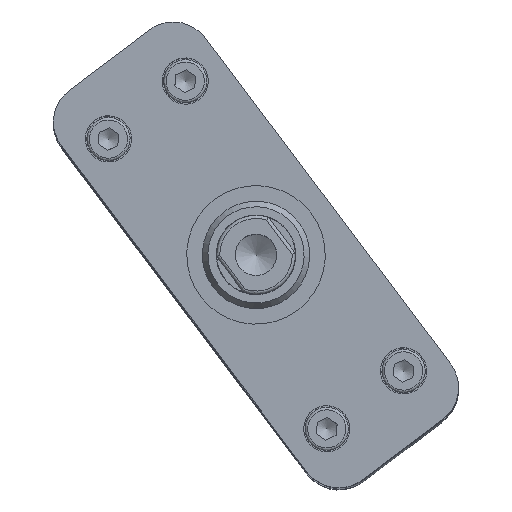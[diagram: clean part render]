
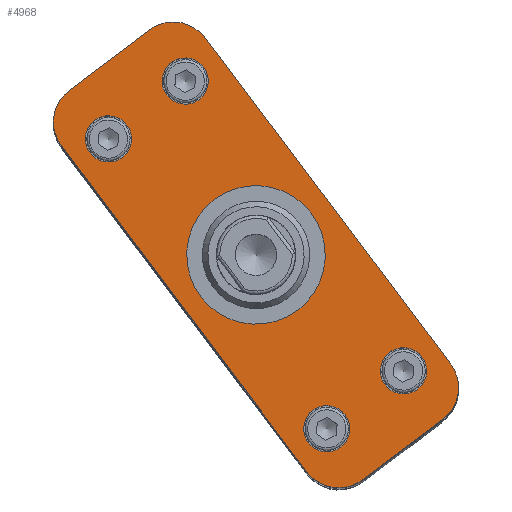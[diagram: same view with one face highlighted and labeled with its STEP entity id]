
A CAD part, top view. The second image highlights one B-rep face of the part: STEP entity #4968.
In plain terms, the highlighted face is planar.
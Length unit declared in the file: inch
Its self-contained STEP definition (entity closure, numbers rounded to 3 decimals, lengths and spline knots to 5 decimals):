
#308=FACE_BOUND('',#1068,.T.);
#309=FACE_BOUND('',#1069,.T.);
#310=FACE_BOUND('',#1070,.T.);
#311=FACE_BOUND('',#1071,.T.);
#312=FACE_BOUND('',#1072,.T.);
#508=PLANE('',#5562);
#701=FACE_OUTER_BOUND('',#1067,.T.);
#1067=EDGE_LOOP('',(#3802,#3803,#3804,#3805,#3806,#3807,#3808,#3809));
#1068=EDGE_LOOP('',(#3810));
#1069=EDGE_LOOP('',(#3811));
#1070=EDGE_LOOP('',(#3812));
#1071=EDGE_LOOP('',(#3813));
#1072=EDGE_LOOP('',(#3814));
#1583=LINE('',#8148,#1879);
#1586=LINE('',#8154,#1882);
#1587=LINE('',#8158,#1883);
#1588=LINE('',#8162,#1884);
#1879=VECTOR('',#6441,0.3937);
#1882=VECTOR('',#6446,0.3937);
#1883=VECTOR('',#6449,0.3937);
#1884=VECTOR('',#6452,0.3937);
#2149=CIRCLE('',#5535,0.3285);
#2159=CIRCLE('',#5559,0.188);
#2161=CIRCLE('',#5563,0.188);
#2162=CIRCLE('',#5564,0.188);
#2163=CIRCLE('',#5565,0.188);
#2164=CIRCLE('',#5566,0.1095);
#2165=CIRCLE('',#5567,0.1095);
#2166=CIRCLE('',#5568,0.1095);
#2167=CIRCLE('',#5569,0.1095);
#2480=VERTEX_POINT('',#8104);
#2490=VERTEX_POINT('',#8138);
#2491=VERTEX_POINT('',#8139);
#2494=VERTEX_POINT('',#8147);
#2496=VERTEX_POINT('',#8153);
#2497=VERTEX_POINT('',#8155);
#2498=VERTEX_POINT('',#8157);
#2499=VERTEX_POINT('',#8159);
#2500=VERTEX_POINT('',#8161);
#2501=VERTEX_POINT('',#8164);
#2502=VERTEX_POINT('',#8166);
#2503=VERTEX_POINT('',#8168);
#2504=VERTEX_POINT('',#8170);
#2999=EDGE_CURVE('',#2480,#2480,#2149,.T.);
#3009=EDGE_CURVE('',#2490,#2491,#2159,.T.);
#3013=EDGE_CURVE('',#2494,#2491,#1583,.T.);
#3016=EDGE_CURVE('',#2490,#2496,#1586,.T.);
#3017=EDGE_CURVE('',#2497,#2496,#2161,.T.);
#3018=EDGE_CURVE('',#2497,#2498,#1587,.T.);
#3019=EDGE_CURVE('',#2499,#2498,#2162,.T.);
#3020=EDGE_CURVE('',#2499,#2500,#1588,.T.);
#3021=EDGE_CURVE('',#2494,#2500,#2163,.T.);
#3022=EDGE_CURVE('',#2501,#2501,#2164,.T.);
#3023=EDGE_CURVE('',#2502,#2502,#2165,.T.);
#3024=EDGE_CURVE('',#2503,#2503,#2166,.T.);
#3025=EDGE_CURVE('',#2504,#2504,#2167,.T.);
#3802=ORIENTED_EDGE('',*,*,#3009,.F.);
#3803=ORIENTED_EDGE('',*,*,#3016,.T.);
#3804=ORIENTED_EDGE('',*,*,#3017,.F.);
#3805=ORIENTED_EDGE('',*,*,#3018,.T.);
#3806=ORIENTED_EDGE('',*,*,#3019,.F.);
#3807=ORIENTED_EDGE('',*,*,#3020,.T.);
#3808=ORIENTED_EDGE('',*,*,#3021,.F.);
#3809=ORIENTED_EDGE('',*,*,#3013,.T.);
#3810=ORIENTED_EDGE('',*,*,#2999,.T.);
#3811=ORIENTED_EDGE('',*,*,#3022,.T.);
#3812=ORIENTED_EDGE('',*,*,#3023,.T.);
#3813=ORIENTED_EDGE('',*,*,#3024,.T.);
#3814=ORIENTED_EDGE('',*,*,#3025,.T.);
#4968=ADVANCED_FACE('',(#701,#308,#309,#310,#311,#312),#508,.T.);
#5535=AXIS2_PLACEMENT_3D('',#8105,#6385,#6386);
#5559=AXIS2_PLACEMENT_3D('',#8140,#6433,#6434);
#5562=AXIS2_PLACEMENT_3D('',#8152,#6444,#6445);
#5563=AXIS2_PLACEMENT_3D('',#8156,#6447,#6448);
#5564=AXIS2_PLACEMENT_3D('',#8160,#6450,#6451);
#5565=AXIS2_PLACEMENT_3D('',#8163,#6453,#6454);
#5566=AXIS2_PLACEMENT_3D('',#8165,#6455,#6456);
#5567=AXIS2_PLACEMENT_3D('',#8167,#6457,#6458);
#5568=AXIS2_PLACEMENT_3D('',#8169,#6459,#6460);
#5569=AXIS2_PLACEMENT_3D('',#8171,#6461,#6462);
#6385=DIRECTION('center_axis',(0.,0.,1.));
#6386=DIRECTION('ref_axis',(1.,0.,0.));
#6433=DIRECTION('center_axis',(0.,0.,1.));
#6434=DIRECTION('ref_axis',(0.707,-0.707,0.));
#6441=DIRECTION('',(0.,-1.,0.));
#6444=DIRECTION('center_axis',(0.,0.,-1.));
#6445=DIRECTION('ref_axis',(-1.,0.,0.));
#6446=DIRECTION('',(-1.,0.,0.));
#6447=DIRECTION('center_axis',(0.,0.,1.));
#6448=DIRECTION('ref_axis',(-0.707,-0.707,0.));
#6449=DIRECTION('',(0.,1.,0.));
#6450=DIRECTION('center_axis',(0.,0.,1.));
#6451=DIRECTION('ref_axis',(-0.707,0.707,0.));
#6452=DIRECTION('',(1.,0.,0.));
#6453=DIRECTION('center_axis',(0.,0.,1.));
#6454=DIRECTION('ref_axis',(0.707,0.707,0.));
#6455=DIRECTION('center_axis',(0.,0.,1.));
#6456=DIRECTION('ref_axis',(-1.,0.,0.));
#6457=DIRECTION('center_axis',(0.,0.,1.));
#6458=DIRECTION('ref_axis',(-1.,0.,0.));
#6459=DIRECTION('center_axis',(0.,0.,1.));
#6460=DIRECTION('ref_axis',(-1.,0.,0.));
#6461=DIRECTION('center_axis',(0.,0.,1.));
#6462=DIRECTION('ref_axis',(-1.,0.,0.));
#8104=CARTESIAN_POINT('',(0.1415,0.,-0.702));
#8105=CARTESIAN_POINT('Origin',(0.47,0.,-0.702));
#8138=CARTESIAN_POINT('',(1.438,-0.426,-0.702));
#8139=CARTESIAN_POINT('',(1.626,-0.238,-0.702));
#8140=CARTESIAN_POINT('Origin',(1.438,-0.238,-0.702));
#8147=CARTESIAN_POINT('',(1.626,0.238,-0.702));
#8148=CARTESIAN_POINT('',(1.626,0.426,-0.702));
#8152=CARTESIAN_POINT('Origin',(0.47,0.,-0.702));
#8153=CARTESIAN_POINT('',(-0.498,-0.426,-0.702));
#8154=CARTESIAN_POINT('',(1.626,-0.426,-0.702));
#8155=CARTESIAN_POINT('',(-0.686,-0.238,-0.702));
#8156=CARTESIAN_POINT('Origin',(-0.498,-0.238,-0.702));
#8157=CARTESIAN_POINT('',(-0.686,0.238,-0.702));
#8158=CARTESIAN_POINT('',(-0.686,-0.426,-0.702));
#8159=CARTESIAN_POINT('',(-0.498,0.426,-0.702));
#8160=CARTESIAN_POINT('Origin',(-0.498,0.238,-0.702));
#8161=CARTESIAN_POINT('',(1.438,0.426,-0.702));
#8162=CARTESIAN_POINT('',(-0.686,0.426,-0.702));
#8163=CARTESIAN_POINT('Origin',(1.438,0.238,-0.702));
#8164=CARTESIAN_POINT('',(-0.4995,0.228,-0.702));
#8165=CARTESIAN_POINT('Origin',(-0.39,0.228,-0.702));
#8166=CARTESIAN_POINT('',(1.2205,0.228,-0.702));
#8167=CARTESIAN_POINT('Origin',(1.33,0.228,-0.702));
#8168=CARTESIAN_POINT('',(1.2205,-0.228,-0.702));
#8169=CARTESIAN_POINT('Origin',(1.33,-0.228,-0.702));
#8170=CARTESIAN_POINT('',(-0.4995,-0.228,-0.702));
#8171=CARTESIAN_POINT('Origin',(-0.39,-0.228,-0.702));
